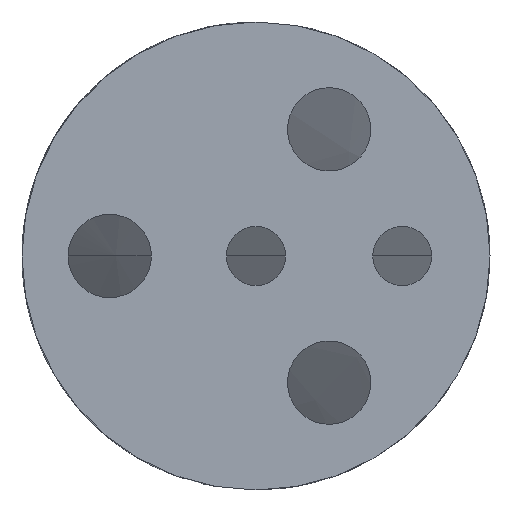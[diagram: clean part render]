
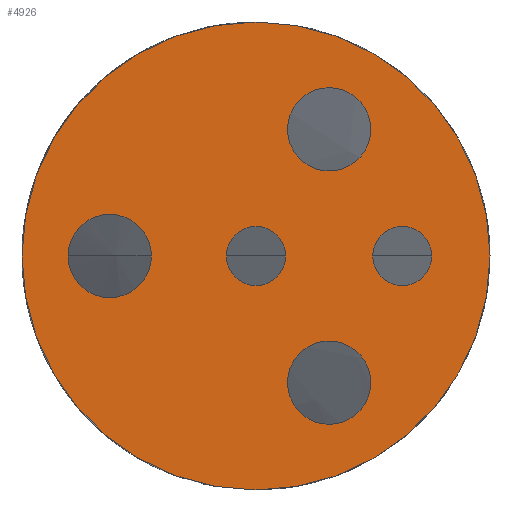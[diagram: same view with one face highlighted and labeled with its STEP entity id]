
A CAD part, front view. The second image highlights one B-rep face of the part: STEP entity #4926.
In plain terms, the highlighted planar face has unit normal (0, -1, 0).
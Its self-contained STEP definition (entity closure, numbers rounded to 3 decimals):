
#761 = CARTESIAN_POINT ( 'NONE',  ( -3.969, 0., 0. ) ) ;
#762 = DIRECTION ( 'NONE',  ( 0., -1., 0. ) ) ;
#763 = DIRECTION ( 'NONE',  ( 0., 0., -1. ) ) ;
#2221 = CARTESIAN_POINT ( 'NONE',  ( 0., 0., 0. ) ) ;
#2222 = DIRECTION ( 'NONE',  ( 0., 1., 0. ) ) ;
#2223 = DIRECTION ( 'NONE',  ( 0., 0., 1. ) ) ;
#2224 = CARTESIAN_POINT ( 'NONE',  ( 3.969, 0., 0. ) ) ;
#2225 = DIRECTION ( 'NONE',  ( 0., -1., 0. ) ) ;
#2226 = DIRECTION ( 'NONE',  ( 0., 0., -1. ) ) ;
#2282 = CARTESIAN_POINT ( 'NONE',  ( 0., 0., 0. ) ) ;
#2283 = DIRECTION ( 'NONE',  ( 0., -1., 0. ) ) ;
#2284 = DIRECTION ( 'NONE',  ( 0., 0., -1. ) ) ;
#2312 = CARTESIAN_POINT ( 'NONE',  ( 1.984, 0., -3.437 ) ) ;
#2313 = DIRECTION ( 'NONE',  ( 0., -1., 0. ) ) ;
#2314 = DIRECTION ( 'NONE',  ( 0., 0., -1. ) ) ;
#2315 = CARTESIAN_POINT ( 'NONE',  ( -3.969, 0., 0. ) ) ;
#2316 = DIRECTION ( 'NONE',  ( 0., -1., 0. ) ) ;
#2317 = DIRECTION ( 'NONE',  ( 0., 0., -1. ) ) ;
#2404 = PLANE ( 'NONE',  #4833 ) ;
#2405 = CARTESIAN_POINT ( 'NONE',  ( 0., 0., 0. ) ) ;
#2406 = DIRECTION ( 'NONE',  ( 0., 1., 0. ) ) ;
#2407 = DIRECTION ( 'NONE',  ( 0., 0., 1. ) ) ;
#2698 = FACE_OUTER_BOUND ( 'NONE', #4688, .T. ) ;
#2701 = FACE_BOUND ( 'NONE', #4695, .T. ) ;
#2702 = FACE_BOUND ( 'NONE', #4693, .T. ) ;
#2703 = FACE_BOUND ( 'NONE', #4700, .T. ) ;
#2704 = FACE_BOUND ( 'NONE', #4698, .T. ) ;
#2705 = FACE_BOUND ( 'NONE', #4690, .T. ) ;
#2863 = CARTESIAN_POINT ( 'NONE',  ( 1.984, 0., 3.437 ) ) ;
#2864 = DIRECTION ( 'NONE',  ( 0., -1., 0. ) ) ;
#2865 = DIRECTION ( 'NONE',  ( 0., 0., -1. ) ) ;
#3382 = CARTESIAN_POINT ( 'NONE',  ( 1.984, 0., 3.437 ) ) ;
#3383 = DIRECTION ( 'NONE',  ( 0., -1., 0. ) ) ;
#3384 = DIRECTION ( 'NONE',  ( 0., 0., -1. ) ) ;
#3943 = VERTEX_POINT ( 'NONE', #5162 ) ;
#3944 = VERTEX_POINT ( 'NONE', #5161 ) ;
#3947 = VERTEX_POINT ( 'NONE', #5158 ) ;
#3948 = VERTEX_POINT ( 'NONE', #5157 ) ;
#3951 = VERTEX_POINT ( 'NONE', #5154 ) ;
#3952 = VERTEX_POINT ( 'NONE', #5153 ) ;
#3956 = VERTEX_POINT ( 'NONE', #5149 ) ;
#3957 = VERTEX_POINT ( 'NONE', #5148 ) ;
#3960 = VERTEX_POINT ( 'NONE', #5145 ) ;
#3961 = VERTEX_POINT ( 'NONE', #5144 ) ;
#3965 = VERTEX_POINT ( 'NONE', #5139 ) ;
#3966 = VERTEX_POINT ( 'NONE', #5140 ) ;
#4015 = ORIENTED_EDGE ( 'NONE', *, *, #4353, .F. ) ;
#4016 = ORIENTED_EDGE ( 'NONE', *, *, #4212, .F. ) ;
#4017 = ORIENTED_EDGE ( 'NONE', *, *, #5038, .F. ) ;
#4018 = ORIENTED_EDGE ( 'NONE', *, *, #4296, .F. ) ;
#4019 = ORIENTED_EDGE ( 'NONE', *, *, #4369, .F. ) ;
#4020 = ORIENTED_EDGE ( 'NONE', *, *, #4164, .F. ) ;
#4021 = ORIENTED_EDGE ( 'NONE', *, *, #4368, .F. ) ;
#4022 = ORIENTED_EDGE ( 'NONE', *, *, #4222, .F. ) ;
#4023 = ORIENTED_EDGE ( 'NONE', *, *, #4354, .F. ) ;
#4024 = ORIENTED_EDGE ( 'NONE', *, *, #4106, .F. ) ;
#4025 = ORIENTED_EDGE ( 'NONE', *, *, #4364, .F. ) ;
#4026 = ORIENTED_EDGE ( 'NONE', *, *, #4198, .F. ) ;
#4100 = CARTESIAN_POINT ( 'NONE',  ( 3.969, 0., 0. ) ) ;
#4101 = DIRECTION ( 'NONE',  ( 0., -1., 0. ) ) ;
#4106 = EDGE_CURVE ( 'NONE', #3961, #3960, #5106, .T. ) ;
#4164 = EDGE_CURVE ( 'NONE', #3947, #3948, #5340, .T. ) ;
#4198 = EDGE_CURVE ( 'NONE', #3957, #3956, #5378, .T. ) ;
#4212 = EDGE_CURVE ( 'NONE', #3965, #3966, #5372, .T. ) ;
#4222 = EDGE_CURVE ( 'NONE', #3951, #3952, #5396, .T. ) ;
#4296 = EDGE_CURVE ( 'NONE', #3943, #3944, #5488, .T. ) ;
#4353 = EDGE_CURVE ( 'NONE', #3966, #3965, #4893, .T. ) ;
#4354 = EDGE_CURVE ( 'NONE', #3960, #3961, #4873, .T. ) ;
#4364 = EDGE_CURVE ( 'NONE', #3956, #3957, #4869, .T. ) ;
#4368 = EDGE_CURVE ( 'NONE', #3952, #3951, #4854, .T. ) ;
#4369 = EDGE_CURVE ( 'NONE', #3948, #3947, #4863, .T. ) ;
#4470 = DIRECTION ( 'NONE',  ( 0., 0., -1. ) ) ;
#4688 = EDGE_LOOP ( 'NONE', ( #4016, #4015 ) ) ;
#4690 = EDGE_LOOP ( 'NONE', ( #4018, #4017 ) ) ;
#4693 = EDGE_LOOP ( 'NONE', ( #4024, #4023 ) ) ;
#4695 = EDGE_LOOP ( 'NONE', ( #4026, #4025 ) ) ;
#4698 = EDGE_LOOP ( 'NONE', ( #4020, #4019 ) ) ;
#4700 = EDGE_LOOP ( 'NONE', ( #4022, #4021 ) ) ;
#4788 = AXIS2_PLACEMENT_3D ( 'NONE', #2863, #2864, #2865 ) ;
#4792 = CIRCLE ( 'NONE', #4788, 1.13 ) ;
#4833 = AXIS2_PLACEMENT_3D ( 'NONE', #2405, #2406, #2407 ) ;
#4849 = AXIS2_PLACEMENT_3D ( 'NONE', #2315, #2316, #2317 ) ;
#4851 = AXIS2_PLACEMENT_3D ( 'NONE', #2312, #2313, #2314 ) ;
#4854 = CIRCLE ( 'NONE', #4851, 1.13 ) ;
#4861 = AXIS2_PLACEMENT_3D ( 'NONE', #2282, #2283, #2284 ) ;
#4863 = CIRCLE ( 'NONE', #4849, 1.13 ) ;
#4865 = AXIS2_PLACEMENT_3D ( 'NONE', #2224, #2225, #2226 ) ;
#4869 = CIRCLE ( 'NONE', #4861, 0.8 ) ;
#4870 = AXIS2_PLACEMENT_3D ( 'NONE', #2221, #2222, #2223 ) ;
#4873 = CIRCLE ( 'NONE', #4865, 0.8 ) ;
#4893 = CIRCLE ( 'NONE', #4870, 6.35 ) ;
#4926 = ADVANCED_FACE ( 'NONE', ( #2701, #2702, #2703, #2704, #2705, #2698 ), #2404, .F. ) ;
#5038 = EDGE_CURVE ( 'NONE', #3944, #3943, #4792, .T. ) ;
#5091 = AXIS2_PLACEMENT_3D ( 'NONE', #4100, #4101, #4470 ) ;
#5106 = CIRCLE ( 'NONE', #5091, 0.8 ) ;
#5139 = CARTESIAN_POINT ( 'NONE',  ( 0., 0., -6.35 ) ) ;
#5140 = CARTESIAN_POINT ( 'NONE',  ( 0., 0., 6.35 ) ) ;
#5144 = CARTESIAN_POINT ( 'NONE',  ( 3.969, 0., -0.8 ) ) ;
#5145 = CARTESIAN_POINT ( 'NONE',  ( 3.969, 0., 0.8 ) ) ;
#5148 = CARTESIAN_POINT ( 'NONE',  ( 0., 0., -0.8 ) ) ;
#5149 = CARTESIAN_POINT ( 'NONE',  ( 0., 0., 0.8 ) ) ;
#5153 = CARTESIAN_POINT ( 'NONE',  ( 1.984, 0., -2.307 ) ) ;
#5154 = CARTESIAN_POINT ( 'NONE',  ( 1.984, 0., -4.567 ) ) ;
#5157 = CARTESIAN_POINT ( 'NONE',  ( -3.969, 0., 1.13 ) ) ;
#5158 = CARTESIAN_POINT ( 'NONE',  ( -3.969, 0., -1.13 ) ) ;
#5161 = CARTESIAN_POINT ( 'NONE',  ( 1.984, 0., 4.567 ) ) ;
#5162 = CARTESIAN_POINT ( 'NONE',  ( 1.984, 0., 2.307 ) ) ;
#5338 = AXIS2_PLACEMENT_3D ( 'NONE', #761, #762, #763 ) ;
#5340 = CIRCLE ( 'NONE', #5338, 1.13 ) ;
#5372 = CIRCLE ( 'NONE', #5402, 6.35 ) ;
#5378 = CIRCLE ( 'NONE', #5379, 0.8 ) ;
#5379 = AXIS2_PLACEMENT_3D ( 'NONE', #5910, #5911, #5912 ) ;
#5390 = AXIS2_PLACEMENT_3D ( 'NONE', #6172, #6173, #6174 ) ;
#5396 = CIRCLE ( 'NONE', #5390, 1.13 ) ;
#5402 = AXIS2_PLACEMENT_3D ( 'NONE', #6090, #6091, #6092 ) ;
#5486 = AXIS2_PLACEMENT_3D ( 'NONE', #3382, #3383, #3384 ) ;
#5488 = CIRCLE ( 'NONE', #5486, 1.13 ) ;
#5910 = CARTESIAN_POINT ( 'NONE',  ( 0., 0., 0. ) ) ;
#5911 = DIRECTION ( 'NONE',  ( 0., -1., 0. ) ) ;
#5912 = DIRECTION ( 'NONE',  ( 0., 0., -1. ) ) ;
#6090 = CARTESIAN_POINT ( 'NONE',  ( 0., 0., 0. ) ) ;
#6091 = DIRECTION ( 'NONE',  ( 0., 1., 0. ) ) ;
#6092 = DIRECTION ( 'NONE',  ( 0., 0., 1. ) ) ;
#6172 = CARTESIAN_POINT ( 'NONE',  ( 1.984, 0., -3.437 ) ) ;
#6173 = DIRECTION ( 'NONE',  ( 0., -1., 0. ) ) ;
#6174 = DIRECTION ( 'NONE',  ( 0., 0., -1. ) ) ;
